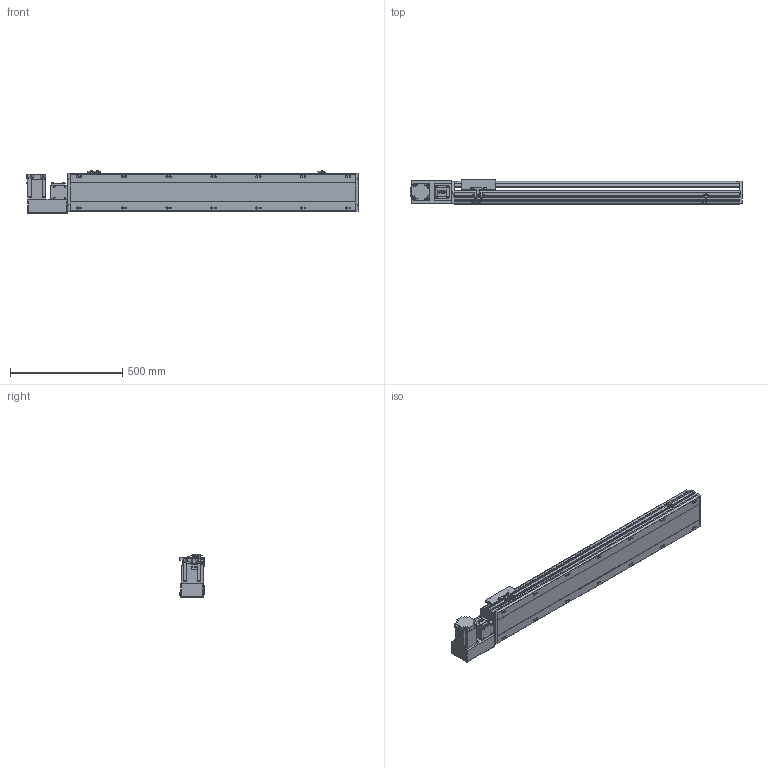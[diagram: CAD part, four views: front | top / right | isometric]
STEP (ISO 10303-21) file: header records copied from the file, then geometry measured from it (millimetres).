
FILE_DESCRIPTION (( 'STEP AP214' ), '1' );
FILE_NAME ('WEX170BL-030LC-1000XXXX.STEP', '2025-02-28T17:00:59', ( '' ), ( '' ), 'SwSTEP 2.0', 'SolidWorks 2022', '' );
FILE_SCHEMA (( 'AUTOMOTIVE_DESIGN' ));
Length unit declared in the file: millimetre
Products named in the file (9): WEX170-1000B-2; WEX170-1000BMOTOR; WEX170-1000B-5; WEX170-1000BSENSOR; WEX170-1000BCARRIAGE; WEX170BL-030LC-1000XXXX; WEX170-1000B-1; FANG STICKER; WEX170-1000B-3
Assembly tree (8 placements, depth 2):
  WEX170-1000B-5
  WEX170BL-030LC-1000XXXX
    WEX170-1000B-2
    WEX170-1000BMOTOR
    WEX170-1000BCARRIAGE
    WEX170-1000B-3
    WEX170-1000BSENSOR  x3
    FANG STICKER
  WEX170-1000B-1
Bounding box: 1479.3 x 108 x 194.96 mm (x, y, z)
Volume: 10906637.2 mm3; surface area: 1442777.6 mm2
Topology: 8 solids, 8 shells, 1624 faces, 4136 edges, 2690 vertices
Faces by surface type: plane 1114, cylinder 408, cone 76, torus 22, sphere 4
Entity records: 42648 total; most frequent: CARTESIAN_POINT 7773, DIRECTION 7046, ORIENTED_EDGE 7000, EDGE_CURVE 3500, VECTOR 2640, LINE 2640, VERTEX_POINT 2286, AXIS2_PLACEMENT_3D 2203
